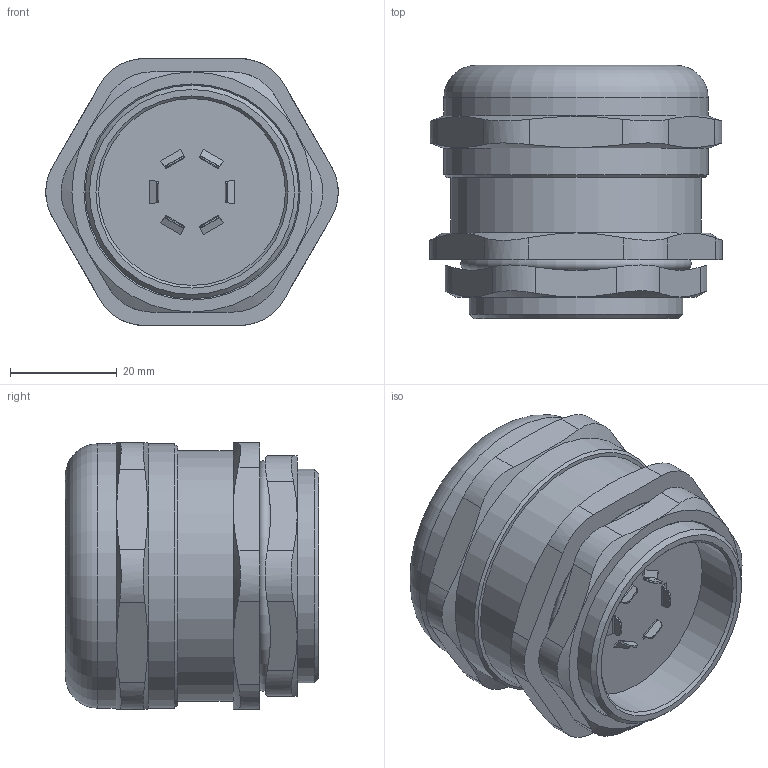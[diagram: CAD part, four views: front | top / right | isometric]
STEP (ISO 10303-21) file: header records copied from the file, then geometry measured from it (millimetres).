
FILE_DESCRIPTION(/* description */ ('ВКЭ1-ЛР-М40-33-L11'),/* implementation_level */ '2;1');
FILE_NAME(/* name */ '',/* time_stamp */ '2025-07-16T13:19:01+07:00',/* author */ ('zeta-86'),/* organization */ (''),/* preprocessor_version */ 'ST-DEVELOPER v19.2',/* originating_system */ 'Autodesk Inventor 2024',/* authorisation */ '');
FILE_SCHEMA (('AUTOMOTIVE_DESIGN { 1 0 10303 214 3 1 1 }'));
Length unit declared in the file: millimetre
Products named in the file (1): zeta34716
Bounding box: 54.8 x 47.42 x 50 mm (x, y, z)
Volume: 76229.2 mm3; surface area: 13921.5 mm2
Topology: 1 solids, 1 shells, 170 faces, 424 edges, 270 vertices
Faces by surface type: plane 82, cylinder 48, cone 25, bspline 12, torus 3
Full cylindrical faces by diameter (mm): 33.5 x1, 35 x1, 40 x1, 47 x1, 49.5 x2
Entity records: 6320 total; most frequent: CARTESIAN_POINT 2463, ORIENTED_EDGE 848, DIRECTION 711, EDGE_CURVE 424, VERTEX_POINT 270, AXIS2_PLACEMENT_3D 238, LINE 235, VECTOR 235
